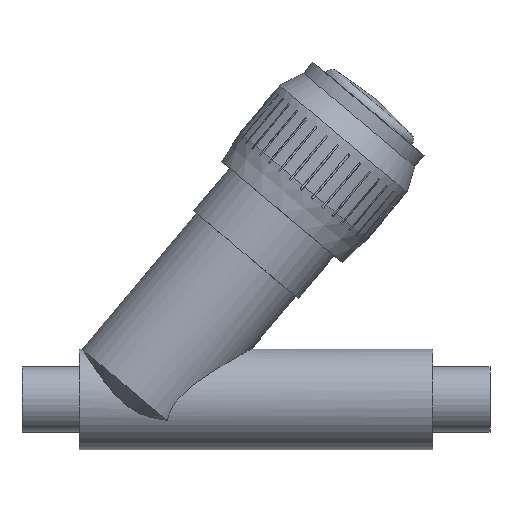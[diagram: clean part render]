
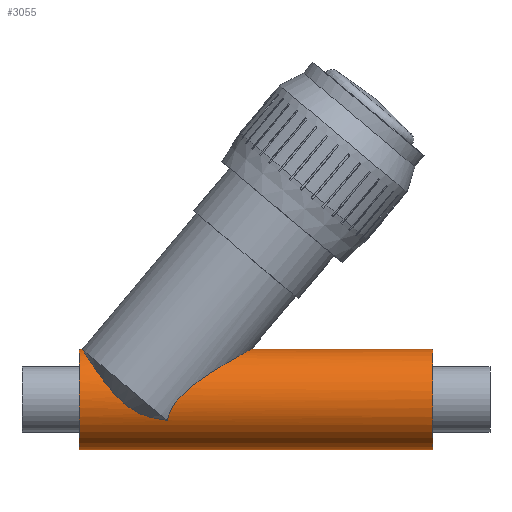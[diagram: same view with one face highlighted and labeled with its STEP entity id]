
A CAD part, front view. The second image highlights one B-rep face of the part: STEP entity #3055.
In plain terms, the highlighted cylindrical face has radius 12.25 mm (diameter 24.5 mm), a full revolution.
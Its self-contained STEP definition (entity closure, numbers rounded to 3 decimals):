
#96=B_SPLINE_CURVE_WITH_KNOTS($,3,(#4622,#4623,#4624,#4625,#4626,#4627,
#4628,#4629,#4630,#4631,#4632,#4633,#4634,#4635,#4636,#4637,#4638,#4639,
#4640,#4641,#4642,#4643),.UNSPECIFIED.,.F.,.F.,(4,2,2,2,2,2,2,2,2,2,4),
(-6.441,-6.193,-5.945,-5.448,
-5.034,-4.62,-4.24,-3.86,
-3.614,-3.368,-3.28),.UNSPECIFIED.);
#97=B_SPLINE_CURVE_WITH_KNOTS($,3,(#4648,#4649,#4650,#4651,#4652,#4653,
#4654,#4655,#4656,#4657,#4658,#4659,#4660,#4661,#4662,#4663,#4664,#4665,
#4666,#4667,#4668,#4669,#4670),.UNSPECIFIED.,.F.,.F.,(4,2,2,3,2,2,2,2,2,
2,4),(8.443,8.531,8.777,9.023,
9.403,9.783,10.197,10.611,11.108,
11.356,11.604),.UNSPECIFIED.);
#98=B_SPLINE_CURVE_WITH_KNOTS($,3,(#4672,#4673,#4674,#4675,#4676,#4677,
#4678,#4679,#4680,#4681,#4682,#4683,#4684,#4685,#4686,#4687,#4688,#4689,
#4690,#4691),.UNSPECIFIED.,.F.,.F.,(4,2,2,2,2,2,2,2,2,4),(7.412,
7.827,8.103,8.38,8.933,9.387,
9.841,10.303,10.534,10.765),
 .UNSPECIFIED.);
#99=B_SPLINE_CURVE_WITH_KNOTS($,3,(#4692,#4693,#4694,#4695,#4696,#4697,
#4698,#4699,#4700,#4701,#4702,#4703,#4704,#4705,#4706,#4707,#4708,#4709,
#4710,#4711),.UNSPECIFIED.,.F.,.F.,(4,2,2,2,2,2,2,2,2,4),(10.765,
10.997,11.228,11.69,12.144,12.597,
13.151,13.428,13.704,14.119),
 .UNSPECIFIED.);
#592=FACE_OUTER_BOUND($,#847,.T.);
#758=CYLINDRICAL_SURFACE($,#3250,12.25);
#813=FACE_BOUND($,#848,.T.);
#814=FACE_BOUND($,#849,.T.);
#847=EDGE_LOOP($,(#2011));
#848=EDGE_LOOP($,(#2012));
#849=EDGE_LOOP($,(#2013,#2014,#2015,#2016));
#1017=CIRCLE($,#3226,12.25);
#1020=CIRCLE($,#3231,12.25);
#1184=VERTEX_POINT($,#4514);
#1187=VERTEX_POINT($,#4522);
#1196=VERTEX_POINT($,#4620);
#1197=VERTEX_POINT($,#4621);
#1198=VERTEX_POINT($,#4644);
#1199=VERTEX_POINT($,#4646);
#1504=EDGE_CURVE($,#1184,#1184,#1017,.T.);
#1507=EDGE_CURVE($,#1187,#1187,#1020,.T.);
#1518=EDGE_CURVE($,#1196,#1197,#96,.T.);
#1521=EDGE_CURVE($,#1199,#1196,#97,.T.);
#1522=EDGE_CURVE($,#1199,#1198,#98,.T.);
#1523=EDGE_CURVE($,#1198,#1197,#99,.T.);
#2011=ORIENTED_EDGE($,*,*,#1504,.T.);
#2012=ORIENTED_EDGE($,*,*,#1507,.T.);
#2013=ORIENTED_EDGE($,*,*,#1521,.F.);
#2014=ORIENTED_EDGE($,*,*,#1522,.T.);
#2015=ORIENTED_EDGE($,*,*,#1523,.T.);
#2016=ORIENTED_EDGE($,*,*,#1518,.F.);
#3055=ADVANCED_FACE($,(#592,#813,#814),#758,.T.);
#3226=AXIS2_PLACEMENT_3D($,#4515,#3582,#3583);
#3231=AXIS2_PLACEMENT_3D($,#4523,#3592,#3593);
#3250=AXIS2_PLACEMENT_3D($,#4671,#3632,#3633);
#3582=DIRECTION('center_axis',(-1.,0.,0.));
#3583=DIRECTION('ref_axis',(0.,0.,1.));
#3592=DIRECTION('center_axis',(1.,0.,0.));
#3593=DIRECTION('ref_axis',(0.,0.,1.));
#3632=DIRECTION('center_axis',(-1.,0.,0.));
#3633=DIRECTION('ref_axis',(0.,0.,1.));
#4514=CARTESIAN_POINT('',(105.75,0.113,-11.941));
#4515=CARTESIAN_POINT('Origin',(105.75,0.113,0.309));
#4522=CARTESIAN_POINT('',(19.75,0.113,12.559));
#4523=CARTESIAN_POINT('Origin',(19.75,0.113,0.309));
#4620=CARTESIAN_POINT('',(61.654,0.113,12.559));
#4621=CARTESIAN_POINT('',(41.096,11.245,-4.805));
#4622=CARTESIAN_POINT('Ctrl Pts',(61.654,0.113,12.559));
#4623=CARTESIAN_POINT('Ctrl Pts',(61.654,0.941,12.559));
#4624=CARTESIAN_POINT('Ctrl Pts',(61.499,1.735,12.475));
#4625=CARTESIAN_POINT('Ctrl Pts',(60.952,3.237,12.178));
#4626=CARTESIAN_POINT('Ctrl Pts',(60.56,3.945,11.965));
#4627=CARTESIAN_POINT('Ctrl Pts',(59.149,5.914,11.19));
#4628=CARTESIAN_POINT('Ctrl Pts',(57.89,7.016,10.489));
#4629=CARTESIAN_POINT('Ctrl Pts',(55.643,8.594,9.196));
#4630=CARTESIAN_POINT('Ctrl Pts',(54.473,9.261,8.508));
#4631=CARTESIAN_POINT('Ctrl Pts',(52.089,10.391,7.038));
#4632=CARTESIAN_POINT('Ctrl Pts',(50.877,10.856,6.254));
#4633=CARTESIAN_POINT('Ctrl Pts',(48.776,11.538,4.796));
#4634=CARTESIAN_POINT('Ctrl Pts',(47.679,11.832,3.989));
#4635=CARTESIAN_POINT('Ctrl Pts',(45.585,12.245,2.233));
#4636=CARTESIAN_POINT('Ctrl Pts',(44.591,12.363,1.279));
#4637=CARTESIAN_POINT('Ctrl Pts',(43.25,12.363,-0.319));
#4638=CARTESIAN_POINT('Ctrl Pts',(42.751,12.314,-1.009));
#4639=CARTESIAN_POINT('Ctrl Pts',(41.912,12.068,-2.463));
#4640=CARTESIAN_POINT('Ctrl Pts',(41.572,11.869,-3.229));
#4641=CARTESIAN_POINT('Ctrl Pts',(41.239,11.482,-4.262));
#4642=CARTESIAN_POINT('Ctrl Pts',(41.162,11.369,-4.535));
#4643=CARTESIAN_POINT('Ctrl Pts',(41.096,11.245,-4.805));
#4644=CARTESIAN_POINT('',(20.404,0.113,12.559));
#4646=CARTESIAN_POINT('',(41.096,-11.019,-4.805));
#4648=CARTESIAN_POINT('Ctrl Pts',(41.096,-11.019,-4.805));
#4649=CARTESIAN_POINT('Ctrl Pts',(41.162,-11.143,-4.535));
#4650=CARTESIAN_POINT('Ctrl Pts',(41.239,-11.256,-4.262));
#4651=CARTESIAN_POINT('Ctrl Pts',(41.572,-11.643,-3.229));
#4652=CARTESIAN_POINT('Ctrl Pts',(41.912,-11.842,-2.463));
#4653=CARTESIAN_POINT('Ctrl Pts',(42.751,-12.088,-1.009));
#4654=CARTESIAN_POINT('Ctrl Pts',(43.25,-12.137,-0.319));
#4655=CARTESIAN_POINT('Ctrl Pts',(43.776,-12.137,0.309));
#4656=CARTESIAN_POINT('Ctrl Pts',(44.591,-12.137,1.279));
#4657=CARTESIAN_POINT('Ctrl Pts',(45.585,-12.018,2.233));
#4658=CARTESIAN_POINT('Ctrl Pts',(47.679,-11.606,3.989));
#4659=CARTESIAN_POINT('Ctrl Pts',(48.776,-11.311,4.796));
#4660=CARTESIAN_POINT('Ctrl Pts',(50.877,-10.63,6.254));
#4661=CARTESIAN_POINT('Ctrl Pts',(52.089,-10.165,7.038));
#4662=CARTESIAN_POINT('Ctrl Pts',(54.473,-9.035,8.508));
#4663=CARTESIAN_POINT('Ctrl Pts',(55.643,-8.368,9.196));
#4664=CARTESIAN_POINT('Ctrl Pts',(57.89,-6.79,10.489));
#4665=CARTESIAN_POINT('Ctrl Pts',(59.149,-5.688,11.19));
#4666=CARTESIAN_POINT('Ctrl Pts',(60.56,-3.719,11.965));
#4667=CARTESIAN_POINT('Ctrl Pts',(60.952,-3.011,12.178));
#4668=CARTESIAN_POINT('Ctrl Pts',(61.499,-1.509,12.475));
#4669=CARTESIAN_POINT('Ctrl Pts',(61.654,-0.714,12.559));
#4670=CARTESIAN_POINT('Ctrl Pts',(61.654,0.113,12.559));
#4671=CARTESIAN_POINT('Origin',(51.5,0.113,0.309));
#4672=CARTESIAN_POINT('Ctrl Pts',(41.096,-11.019,-4.805));
#4673=CARTESIAN_POINT('Ctrl Pts',(39.647,-11.092,-4.645));
#4674=CARTESIAN_POINT('Ctrl Pts',(38.213,-11.201,-4.405));
#4675=CARTESIAN_POINT('Ctrl Pts',(35.927,-11.445,-3.76));
#4676=CARTESIAN_POINT('Ctrl Pts',(35.034,-11.559,-3.434));
#4677=CARTESIAN_POINT('Ctrl Pts',(33.333,-11.788,-2.623));
#4678=CARTESIAN_POINT('Ctrl Pts',(32.524,-11.903,-2.138));
#4679=CARTESIAN_POINT('Ctrl Pts',(30.244,-12.162,-0.488));
#4680=CARTESIAN_POINT('Ctrl Pts',(28.91,-12.205,0.87));
#4681=CARTESIAN_POINT('Ctrl Pts',(26.74,-11.797,3.398));
#4682=CARTESIAN_POINT('Ctrl Pts',(25.763,-11.413,4.676));
#4683=CARTESIAN_POINT('Ctrl Pts',(24.002,-10.165,7.112));
#4684=CARTESIAN_POINT('Ctrl Pts',(23.215,-9.3,8.267));
#4685=CARTESIAN_POINT('Ctrl Pts',(21.942,-7.283,10.174));
#4686=CARTESIAN_POINT('Ctrl Pts',(21.369,-5.976,11.055));
#4687=CARTESIAN_POINT('Ctrl Pts',(20.793,-3.78,11.95));
#4688=CARTESIAN_POINT('Ctrl Pts',(20.645,-3.01,12.18));
#4689=CARTESIAN_POINT('Ctrl Pts',(20.451,-1.449,12.485));
#4690=CARTESIAN_POINT('Ctrl Pts',(20.404,-0.658,12.559));
#4691=CARTESIAN_POINT('Ctrl Pts',(20.404,0.113,12.559));
#4692=CARTESIAN_POINT('Ctrl Pts',(20.404,0.113,12.559));
#4693=CARTESIAN_POINT('Ctrl Pts',(20.404,0.884,12.559));
#4694=CARTESIAN_POINT('Ctrl Pts',(20.451,1.675,12.485));
#4695=CARTESIAN_POINT('Ctrl Pts',(20.645,3.237,12.18));
#4696=CARTESIAN_POINT('Ctrl Pts',(20.793,4.007,11.95));
#4697=CARTESIAN_POINT('Ctrl Pts',(21.369,6.202,11.055));
#4698=CARTESIAN_POINT('Ctrl Pts',(21.942,7.51,10.174));
#4699=CARTESIAN_POINT('Ctrl Pts',(23.215,9.526,8.267));
#4700=CARTESIAN_POINT('Ctrl Pts',(24.002,10.392,7.112));
#4701=CARTESIAN_POINT('Ctrl Pts',(25.763,11.64,4.676));
#4702=CARTESIAN_POINT('Ctrl Pts',(26.74,12.023,3.398));
#4703=CARTESIAN_POINT('Ctrl Pts',(28.91,12.431,0.87));
#4704=CARTESIAN_POINT('Ctrl Pts',(30.244,12.388,-0.488));
#4705=CARTESIAN_POINT('Ctrl Pts',(32.524,12.129,-2.138));
#4706=CARTESIAN_POINT('Ctrl Pts',(33.333,12.015,-2.623));
#4707=CARTESIAN_POINT('Ctrl Pts',(35.034,11.785,-3.434));
#4708=CARTESIAN_POINT('Ctrl Pts',(35.927,11.671,-3.76));
#4709=CARTESIAN_POINT('Ctrl Pts',(38.213,11.428,-4.405));
#4710=CARTESIAN_POINT('Ctrl Pts',(39.647,11.318,-4.645));
#4711=CARTESIAN_POINT('Ctrl Pts',(41.096,11.245,-4.805));
